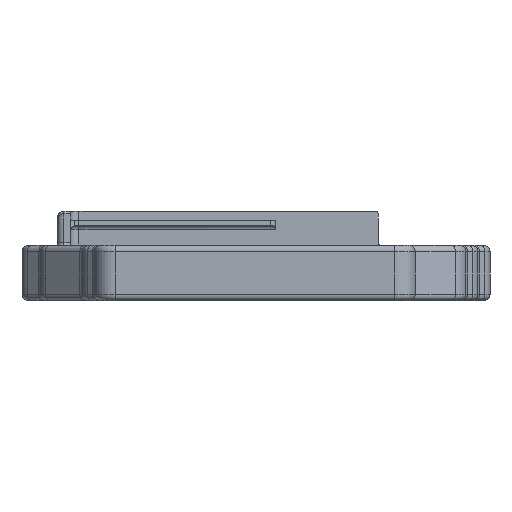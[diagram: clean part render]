
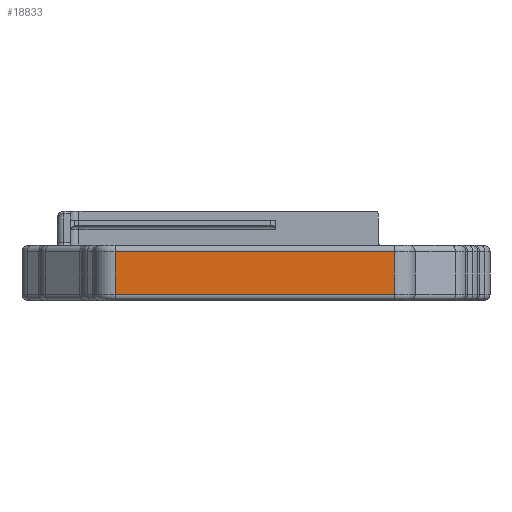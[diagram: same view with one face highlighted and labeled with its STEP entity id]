
A CAD part, left-side view. The second image highlights one B-rep face of the part: STEP entity #18833.
In plain terms, the highlighted planar face has unit normal (-1, 0, 0).
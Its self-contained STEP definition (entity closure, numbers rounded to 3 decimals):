
#517=PLANE('',#20460);
#1241=FACE_OUTER_BOUND('',#2361,.T.);
#2361=EDGE_LOOP('',(#14937,#14938,#14939,#14940));
#2984=LINE('',#27727,#4652);
#3006=LINE('',#27856,#4674);
#3098=LINE('',#28296,#4766);
#3791=LINE('',#30901,#5459);
#4652=VECTOR('',#21735,10.);
#4674=VECTOR('',#21887,10.);
#4766=VECTOR('',#22277,10.);
#5459=VECTOR('',#24554,10.);
#7495=VERTEX_POINT('',#27717);
#7497=VERTEX_POINT('',#27723);
#7540=VERTEX_POINT('',#27854);
#7677=VERTEX_POINT('',#28287);
#9334=EDGE_CURVE('',#7495,#7497,#2984,.T.);
#9399=EDGE_CURVE('',#7495,#7540,#3006,.T.);
#9590=EDGE_CURVE('',#7677,#7540,#3098,.T.);
#10678=EDGE_CURVE('',#7497,#7677,#3791,.T.);
#14937=ORIENTED_EDGE('',*,*,#9334,.F.);
#14938=ORIENTED_EDGE('',*,*,#9399,.T.);
#14939=ORIENTED_EDGE('',*,*,#9590,.F.);
#14940=ORIENTED_EDGE('',*,*,#10678,.F.);
#18833=ADVANCED_FACE('',(#1241),#517,.T.);
#20460=AXIS2_PLACEMENT_3D('',#30900,#24552,#24553);
#21735=DIRECTION('',(0.,1.,0.));
#21887=DIRECTION('',(0.,0.,1.));
#22277=DIRECTION('',(0.,-1.,0.));
#24552=DIRECTION('center_axis',(-1.,0.,0.));
#24553=DIRECTION('ref_axis',(0.,-1.,0.));
#24554=DIRECTION('',(0.,0.,1.));
#27717=CARTESIAN_POINT('',(-142.2,16.193,1.2));
#27723=CARTESIAN_POINT('',(-142.2,69.593,1.2));
#27727=CARTESIAN_POINT('',(-142.2,56.118,1.2));
#27854=CARTESIAN_POINT('',(-142.2,16.193,9.4));
#27856=CARTESIAN_POINT('',(-142.2,16.193,0.));
#28287=CARTESIAN_POINT('',(-142.2,69.593,9.4));
#28296=CARTESIAN_POINT('',(-142.2,56.118,9.4));
#30900=CARTESIAN_POINT('Origin',(-142.2,69.593,0.));
#30901=CARTESIAN_POINT('',(-142.2,69.593,0.));
